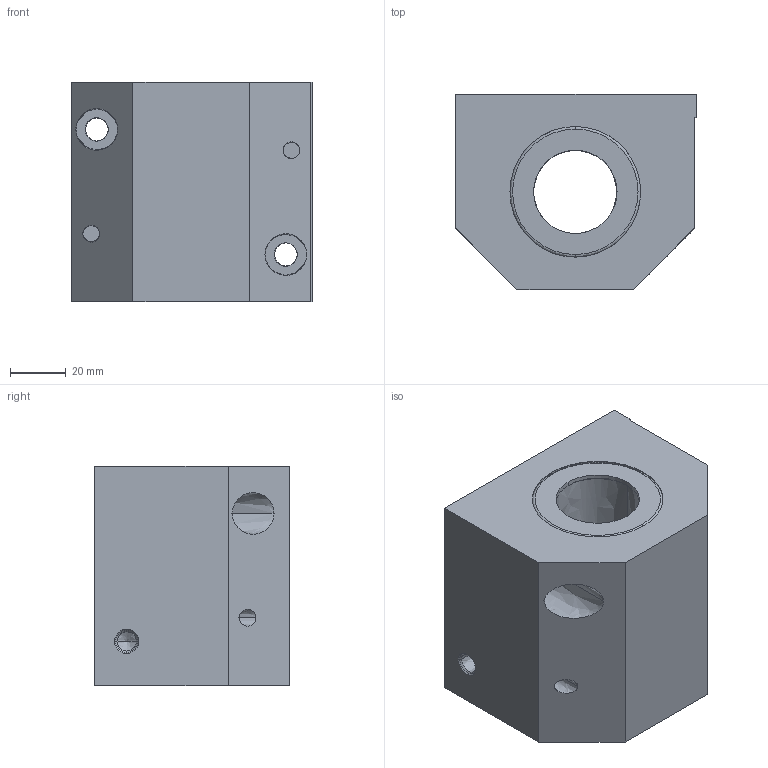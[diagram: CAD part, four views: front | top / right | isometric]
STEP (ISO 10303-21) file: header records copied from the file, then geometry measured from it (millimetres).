
FILE_DESCRIPTION((''),'2;1');
FILE_NAME('R103563020','2005-04-25T',('PRK2-ELT'),(''),'PRO/ENGINEER BY PARAMETRIC TECHNOLOGY CORPORATION, 2003120','PRO/ENGINEER BY PARAMETRIC TECHNOLOGY CORPORATION, 2003120','');
FILE_SCHEMA(('AUTOMOTIVE_DESIGN_CC2 { 1 2 10303 214 -1 1 5 2 }'));
Length unit declared in the file: millimetre
Products named in the file (1): R103563020
Bounding box: 86.5 x 70 x 79 mm (x, y, z)
Volume: 366787.7 mm3; surface area: 46043.5 mm2
Topology: 1 solids, 4 shells, 59 faces, 136 edges, 89 vertices
Faces by surface type: bspline 59
Entity records: 2721 total; most frequent: CARTESIAN_POINT 1504, ORIENTED_EDGE 256, DIRECTION 196, EDGE_CURVE 134, VERTEX_POINT 89, EDGE_LOOP 77, AXIS2_PLACEMENT_3D 69, CIRCLE 68
